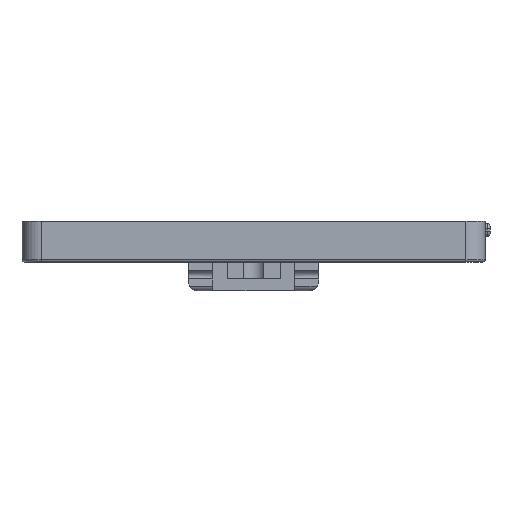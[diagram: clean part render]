
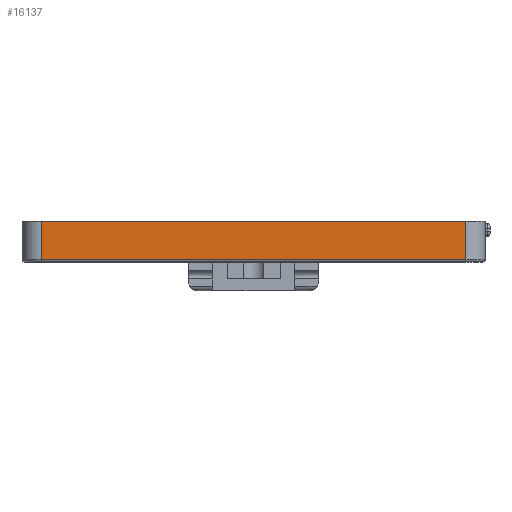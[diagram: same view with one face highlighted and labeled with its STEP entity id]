
A CAD part, front view. The second image highlights one B-rep face of the part: STEP entity #16137.
In plain terms, the highlighted planar face has unit normal (0, -1, 0).
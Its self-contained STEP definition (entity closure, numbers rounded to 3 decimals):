
#794 = PLANE('',#795);
#795 = AXIS2_PLACEMENT_3D('',#796,#797,#798);
#796 = CARTESIAN_POINT('',(0.,0.,8.5));
#797 = DIRECTION('',(0.,0.,1.));
#798 = DIRECTION('',(1.,0.,-0.));
#5187 = VERTEX_POINT('',#5188);
#5188 = CARTESIAN_POINT('',(93.1,1.,8.5));
#5205 = CYLINDRICAL_SURFACE('',#5206,4.);
#5206 = AXIS2_PLACEMENT_3D('',#5207,#5208,#5209);
#5207 = CARTESIAN_POINT('',(93.1,5.,3.5));
#5208 = DIRECTION('',(0.,0.,1.));
#5209 = DIRECTION('',(0.,-1.,0.));
#5289 = VERTEX_POINT('',#5290);
#5290 = CARTESIAN_POINT('',(5.,1.,8.5));
#5305 = CYLINDRICAL_SURFACE('',#5306,4.);
#5306 = AXIS2_PLACEMENT_3D('',#5307,#5308,#5309);
#5307 = CARTESIAN_POINT('',(5.,5.,3.5));
#5308 = DIRECTION('',(0.,0.,1.));
#5309 = DIRECTION('',(-1.,0.,0.));
#5317 = EDGE_CURVE('',#5187,#5289,#5318,.T.);
#5318 = SURFACE_CURVE('',#5319,(#5323,#5330),.PCURVE_S1.);
#5319 = LINE('',#5320,#5321);
#5320 = CARTESIAN_POINT('',(49.05,1.,8.5));
#5321 = VECTOR('',#5322,1.);
#5322 = DIRECTION('',(-1.,0.,0.));
#5323 = PCURVE('',#794,#5324);
#5324 = DEFINITIONAL_REPRESENTATION('',(#5325),#5329);
#5325 = LINE('',#5326,#5327);
#5326 = CARTESIAN_POINT('',(49.05,1.));
#5327 = VECTOR('',#5328,1.);
#5328 = DIRECTION('',(-1.,0.));
#5329 = ( GEOMETRIC_REPRESENTATION_CONTEXT(2) 
PARAMETRIC_REPRESENTATION_CONTEXT() REPRESENTATION_CONTEXT('2D SPACE',''
  ) );
#5330 = PCURVE('',#5331,#5336);
#5331 = PLANE('',#5332);
#5332 = AXIS2_PLACEMENT_3D('',#5333,#5334,#5335);
#5333 = CARTESIAN_POINT('',(93.1,1.,0.));
#5334 = DIRECTION('',(0.,1.,-0.));
#5335 = DIRECTION('',(-1.,0.,0.));
#5336 = DEFINITIONAL_REPRESENTATION('',(#5337),#5341);
#5337 = LINE('',#5338,#5339);
#5338 = CARTESIAN_POINT('',(44.05,8.5));
#5339 = VECTOR('',#5340,1.);
#5340 = DIRECTION('',(1.,0.));
#5341 = ( GEOMETRIC_REPRESENTATION_CONTEXT(2) 
PARAMETRIC_REPRESENTATION_CONTEXT() REPRESENTATION_CONTEXT('2D SPACE',''
  ) );
#16086 = EDGE_CURVE('',#16087,#5289,#16089,.T.);
#16087 = VERTEX_POINT('',#16088);
#16088 = CARTESIAN_POINT('',(5.,1.,0.5));
#16089 = SURFACE_CURVE('',#16090,(#16094,#16101),.PCURVE_S1.);
#16090 = LINE('',#16091,#16092);
#16091 = CARTESIAN_POINT('',(5.,1.,4.25));
#16092 = VECTOR('',#16093,1.);
#16093 = DIRECTION('',(0.,0.,1.));
#16094 = PCURVE('',#5305,#16095);
#16095 = DEFINITIONAL_REPRESENTATION('',(#16096),#16100);
#16096 = LINE('',#16097,#16098);
#16097 = CARTESIAN_POINT('',(1.571,0.75));
#16098 = VECTOR('',#16099,1.);
#16099 = DIRECTION('',(0.,1.));
#16100 = ( GEOMETRIC_REPRESENTATION_CONTEXT(2) 
PARAMETRIC_REPRESENTATION_CONTEXT() REPRESENTATION_CONTEXT('2D SPACE',''
  ) );
#16101 = PCURVE('',#5331,#16102);
#16102 = DEFINITIONAL_REPRESENTATION('',(#16103),#16107);
#16103 = LINE('',#16104,#16105);
#16104 = CARTESIAN_POINT('',(88.1,4.25));
#16105 = VECTOR('',#16106,1.);
#16106 = DIRECTION('',(0.,1.));
#16107 = ( GEOMETRIC_REPRESENTATION_CONTEXT(2) 
PARAMETRIC_REPRESENTATION_CONTEXT() REPRESENTATION_CONTEXT('2D SPACE',''
  ) );
#16137 = ADVANCED_FACE('',(#16138),#5331,.F.);
#16138 = FACE_BOUND('',#16139,.T.);
#16139 = EDGE_LOOP('',(#16140,#16168,#16189,#16190));
#16140 = ORIENTED_EDGE('',*,*,#16141,.F.);
#16141 = EDGE_CURVE('',#16142,#16087,#16144,.T.);
#16142 = VERTEX_POINT('',#16143);
#16143 = CARTESIAN_POINT('',(93.1,1.,0.5));
#16144 = SURFACE_CURVE('',#16145,(#16149,#16156),.PCURVE_S1.);
#16145 = LINE('',#16146,#16147);
#16146 = CARTESIAN_POINT('',(49.05,1.,0.5));
#16147 = VECTOR('',#16148,1.);
#16148 = DIRECTION('',(-1.,0.,0.));
#16149 = PCURVE('',#5331,#16150);
#16150 = DEFINITIONAL_REPRESENTATION('',(#16151),#16155);
#16151 = LINE('',#16152,#16153);
#16152 = CARTESIAN_POINT('',(44.05,0.5));
#16153 = VECTOR('',#16154,1.);
#16154 = DIRECTION('',(1.,0.));
#16155 = ( GEOMETRIC_REPRESENTATION_CONTEXT(2) 
PARAMETRIC_REPRESENTATION_CONTEXT() REPRESENTATION_CONTEXT('2D SPACE',''
  ) );
#16156 = PCURVE('',#16157,#16162);
#16157 = CYLINDRICAL_SURFACE('',#16158,0.5);
#16158 = AXIS2_PLACEMENT_3D('',#16159,#16160,#16161);
#16159 = CARTESIAN_POINT('',(49.05,1.5,0.5));
#16160 = DIRECTION('',(-1.,0.,0.));
#16161 = DIRECTION('',(0.,0.,-1.));
#16162 = DEFINITIONAL_REPRESENTATION('',(#16163),#16167);
#16163 = LINE('',#16164,#16165);
#16164 = CARTESIAN_POINT('',(1.571,0.));
#16165 = VECTOR('',#16166,1.);
#16166 = DIRECTION('',(0.,1.));
#16167 = ( GEOMETRIC_REPRESENTATION_CONTEXT(2) 
PARAMETRIC_REPRESENTATION_CONTEXT() REPRESENTATION_CONTEXT('2D SPACE',''
  ) );
#16168 = ORIENTED_EDGE('',*,*,#16169,.T.);
#16169 = EDGE_CURVE('',#16142,#5187,#16170,.T.);
#16170 = SURFACE_CURVE('',#16171,(#16175,#16182),.PCURVE_S1.);
#16171 = LINE('',#16172,#16173);
#16172 = CARTESIAN_POINT('',(93.1,1.,4.5));
#16173 = VECTOR('',#16174,1.);
#16174 = DIRECTION('',(0.,0.,1.));
#16175 = PCURVE('',#5331,#16176);
#16176 = DEFINITIONAL_REPRESENTATION('',(#16177),#16181);
#16177 = LINE('',#16178,#16179);
#16178 = CARTESIAN_POINT('',(0.,4.5));
#16179 = VECTOR('',#16180,1.);
#16180 = DIRECTION('',(0.,1.));
#16181 = ( GEOMETRIC_REPRESENTATION_CONTEXT(2) 
PARAMETRIC_REPRESENTATION_CONTEXT() REPRESENTATION_CONTEXT('2D SPACE',''
  ) );
#16182 = PCURVE('',#5205,#16183);
#16183 = DEFINITIONAL_REPRESENTATION('',(#16184),#16188);
#16184 = LINE('',#16185,#16186);
#16185 = CARTESIAN_POINT('',(0.,1.));
#16186 = VECTOR('',#16187,1.);
#16187 = DIRECTION('',(0.,1.));
#16188 = ( GEOMETRIC_REPRESENTATION_CONTEXT(2) 
PARAMETRIC_REPRESENTATION_CONTEXT() REPRESENTATION_CONTEXT('2D SPACE',''
  ) );
#16189 = ORIENTED_EDGE('',*,*,#5317,.T.);
#16190 = ORIENTED_EDGE('',*,*,#16086,.F.);
